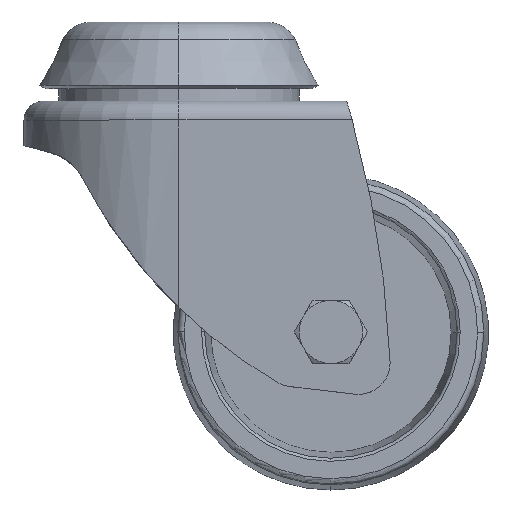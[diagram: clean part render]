
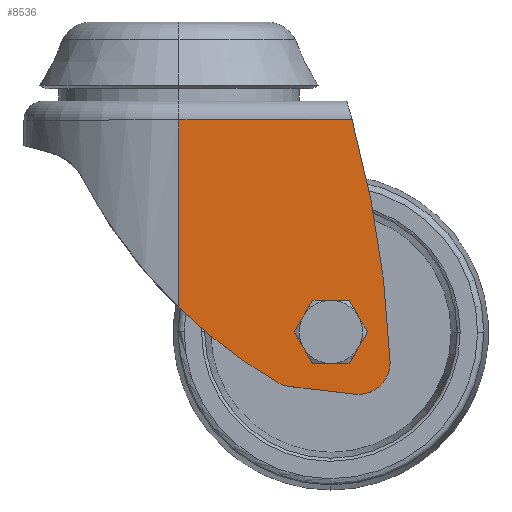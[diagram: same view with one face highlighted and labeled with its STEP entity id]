
A CAD part, top view. The second image highlights one B-rep face of the part: STEP entity #8536.
In plain terms, the highlighted planar face has unit normal (0, 0, 1).
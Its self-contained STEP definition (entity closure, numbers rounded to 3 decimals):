
#41 = VERTEX_POINT ( 'NONE', #7565 ) ;
#102 = CARTESIAN_POINT ( 'NONE',  ( 0., 47., 24.5 ) ) ;
#404 = DIRECTION ( 'NONE',  ( 0.993, -0.117, 0. ) ) ;
#419 = DIRECTION ( 'NONE',  ( -1., 0., 0. ) ) ;
#483 = ORIENTED_EDGE ( 'NONE', *, *, #1398, .T. ) ;
#595 = DIRECTION ( 'NONE',  ( -1., 0., 0. ) ) ;
#988 = EDGE_LOOP ( 'NONE', ( #5152, #4053 ) ) ;
#1100 = VERTEX_POINT ( 'NONE', #1155 ) ;
#1150 = EDGE_CURVE ( 'NONE', #4916, #6689, #3308, .T. ) ;
#1155 = CARTESIAN_POINT ( 'NONE',  ( 0., 44., 24.5 ) ) ;
#1398 = EDGE_CURVE ( 'NONE', #9044, #6496, #4006, .T. ) ;
#1445 = DIRECTION ( 'NONE',  ( 0., -1., 0. ) ) ;
#1678 = CARTESIAN_POINT ( 'NONE',  ( 27.359, 44., 24.5 ) ) ;
#1790 = ORIENTED_EDGE ( 'NONE', *, *, #4498, .T. ) ;
#1928 = CIRCLE ( 'NONE', #2365, 3.1 ) ;
#2012 = VECTOR ( 'NONE', #404, 1000. ) ;
#2160 = FACE_OUTER_BOUND ( 'NONE', #4400, .T. ) ;
#2211 = EDGE_CURVE ( 'NONE', #3229, #3386, #1928, .T. ) ;
#2365 = AXIS2_PLACEMENT_3D ( 'NONE', #4310, #6362, #6396 ) ;
#2398 = VERTEX_POINT ( 'NONE', #1678 ) ;
#2410 = DIRECTION ( 'NONE',  ( 0., 0., 1. ) ) ;
#2556 = CARTESIAN_POINT ( 'NONE',  ( 28.359, 5.639, 24.5 ) ) ;
#2681 = DIRECTION ( 'NONE',  ( 0., 0., 1. ) ) ;
#2700 = CARTESIAN_POINT ( 'NONE',  ( 20.9, 10.5, 24.5 ) ) ;
#2764 = DIRECTION ( 'NONE',  ( 0., 0., 1. ) ) ;
#2783 = ORIENTED_EDGE ( 'NONE', *, *, #7218, .T. ) ;
#2871 = DIRECTION ( 'NONE',  ( -1., 0., 0. ) ) ;
#2905 = EDGE_CURVE ( 'NONE', #3386, #3229, #6097, .T. ) ;
#2945 = AXIS2_PLACEMENT_3D ( 'NONE', #6896, #2681, #5427 ) ;
#3154 = CARTESIAN_POINT ( 'NONE',  ( 33.359, 5.639, 24.5 ) ) ;
#3229 = VERTEX_POINT ( 'NONE', #2700 ) ;
#3250 = DIRECTION ( 'NONE',  ( 1., 0., 0. ) ) ;
#3282 = ORIENTED_EDGE ( 'NONE', *, *, #8348, .T. ) ;
#3308 = CIRCLE ( 'NONE', #4560, 5. ) ;
#3386 = VERTEX_POINT ( 'NONE', #6446 ) ;
#3547 = DIRECTION ( 'NONE',  ( 0., 0., -1. ) ) ;
#3626 = LINE ( 'NONE', #4529, #7149 ) ;
#3853 = CARTESIAN_POINT ( 'NONE',  ( 55.744, 71.713, 24.5 ) ) ;
#4006 = CIRCLE ( 'NONE', #8311, 5. ) ;
#4053 = ORIENTED_EDGE ( 'NONE', *, *, #2211, .F. ) ;
#4310 = CARTESIAN_POINT ( 'NONE',  ( 24., 10.5, 24.5 ) ) ;
#4313 = CARTESIAN_POINT ( 'NONE',  ( 17.512, 1.881, 24.5 ) ) ;
#4400 = EDGE_LOOP ( 'NONE', ( #1790, #3282, #5830, #8472, #483, #2783, #8743, #7912 ) ) ;
#4498 = EDGE_CURVE ( 'NONE', #41, #2398, #5147, .T. ) ;
#4504 = CARTESIAN_POINT ( 'NONE',  ( -136.495, -1.297, 24.5 ) ) ;
#4529 = CARTESIAN_POINT ( 'NONE',  ( 0., 44., 24.5 ) ) ;
#4560 = AXIS2_PLACEMENT_3D ( 'NONE', #2556, #2764, #8486 ) ;
#4625 = LINE ( 'NONE', #6655, #2012 ) ;
#4916 = VERTEX_POINT ( 'NONE', #5567 ) ;
#5147 = CIRCLE ( 'NONE', #7079, 170. ) ;
#5152 = ORIENTED_EDGE ( 'NONE', *, *, #2905, .F. ) ;
#5280 = AXIS2_PLACEMENT_3D ( 'NONE', #7372, #2410, #8707 ) ;
#5331 = FACE_BOUND ( 'NONE', #988, .T. ) ;
#5377 = DIRECTION ( 'NONE',  ( 0., 0., 1. ) ) ;
#5392 = CIRCLE ( 'NONE', #8934, 80. ) ;
#5427 = DIRECTION ( 'NONE',  ( -1., 0., 0. ) ) ;
#5567 = CARTESIAN_POINT ( 'NONE',  ( 27.775, 0.674, 24.5 ) ) ;
#5638 = CARTESIAN_POINT ( 'NONE',  ( 0., 47., 24.5 ) ) ;
#5830 = ORIENTED_EDGE ( 'NONE', *, *, #6956, .T. ) ;
#5991 = VECTOR ( 'NONE', #1445, 1000. ) ;
#6051 = CARTESIAN_POINT ( 'NONE',  ( 18.096, 6.847, 24.5 ) ) ;
#6097 = CIRCLE ( 'NONE', #5280, 3.1 ) ;
#6362 = DIRECTION ( 'NONE',  ( 0., 0., 1. ) ) ;
#6396 = DIRECTION ( 'NONE',  ( 1., 0., 0. ) ) ;
#6410 = VERTEX_POINT ( 'NONE', #6937 ) ;
#6446 = CARTESIAN_POINT ( 'NONE',  ( 27.1, 10.5, 24.5 ) ) ;
#6496 = VERTEX_POINT ( 'NONE', #4313 ) ;
#6655 = CARTESIAN_POINT ( 'NONE',  ( 27.775, 0.674, 24.5 ) ) ;
#6689 = VERTEX_POINT ( 'NONE', #3154 ) ;
#6827 = CARTESIAN_POINT ( 'NONE',  ( 15.586, 2.522, 24.5 ) ) ;
#6896 = CARTESIAN_POINT ( 'NONE',  ( 28.359, 5.639, 24.5 ) ) ;
#6920 = EDGE_CURVE ( 'NONE', #6689, #41, #8204, .T. ) ;
#6937 = CARTESIAN_POINT ( 'NONE',  ( 0., 14.332, 24.5 ) ) ;
#6956 = EDGE_CURVE ( 'NONE', #1100, #6410, #8099, .T. ) ;
#7079 = AXIS2_PLACEMENT_3D ( 'NONE', #4504, #5377, #595 ) ;
#7149 = VECTOR ( 'NONE', #8755, 1000. ) ;
#7218 = EDGE_CURVE ( 'NONE', #6496, #4916, #4625, .T. ) ;
#7372 = CARTESIAN_POINT ( 'NONE',  ( 24., 10.5, 24.5 ) ) ;
#7565 = CARTESIAN_POINT ( 'NONE',  ( 33.355, 5.849, 24.5 ) ) ;
#7866 = EDGE_CURVE ( 'NONE', #6410, #9044, #5392, .T. ) ;
#7912 = ORIENTED_EDGE ( 'NONE', *, *, #6920, .T. ) ;
#8079 = DIRECTION ( 'NONE',  ( 0., 0., 1. ) ) ;
#8098 = DIRECTION ( 'NONE',  ( 0., 0., 1. ) ) ;
#8099 = LINE ( 'NONE', #5638, #5991 ) ;
#8204 = CIRCLE ( 'NONE', #2945, 5. ) ;
#8233 = AXIS2_PLACEMENT_3D ( 'NONE', #102, #3547, #2871 ) ;
#8311 = AXIS2_PLACEMENT_3D ( 'NONE', #6051, #8098, #419 ) ;
#8348 = EDGE_CURVE ( 'NONE', #2398, #1100, #3626, .T. ) ;
#8472 = ORIENTED_EDGE ( 'NONE', *, *, #7866, .T. ) ;
#8486 = DIRECTION ( 'NONE',  ( -1., 0., 0. ) ) ;
#8527 = PLANE ( 'NONE',  #8233 ) ;
#8536 = ADVANCED_FACE ( 'NONE', ( #5331, #2160 ), #8527, .F. ) ;
#8707 = DIRECTION ( 'NONE',  ( 1., 0., 0. ) ) ;
#8743 = ORIENTED_EDGE ( 'NONE', *, *, #1150, .T. ) ;
#8755 = DIRECTION ( 'NONE',  ( -1., 0., 0. ) ) ;
#8934 = AXIS2_PLACEMENT_3D ( 'NONE', #3853, #8079, #3250 ) ;
#9044 = VERTEX_POINT ( 'NONE', #6827 ) ;
